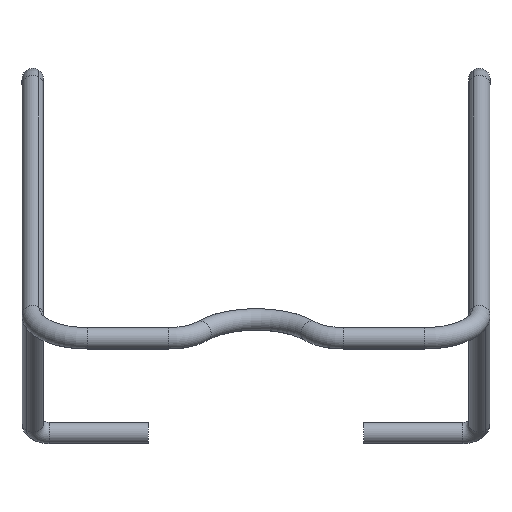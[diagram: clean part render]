
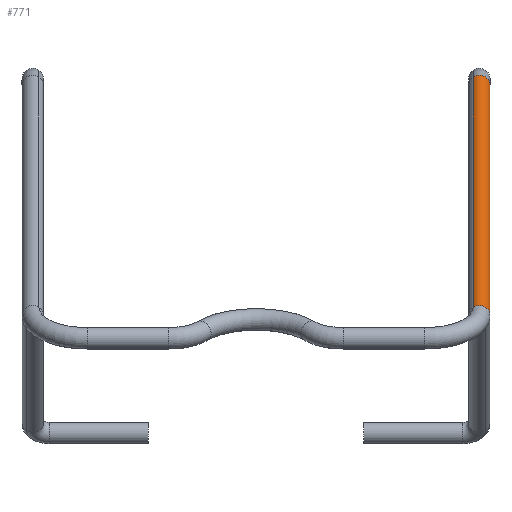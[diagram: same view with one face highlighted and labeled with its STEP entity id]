
A CAD part, top view. The second image highlights one B-rep face of the part: STEP entity #771.
In plain terms, the highlighted cylindrical face has radius 0.325 mm (diameter 0.65 mm), a partial arc.
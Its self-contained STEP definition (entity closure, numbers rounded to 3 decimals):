
#198=AXIS2_PLACEMENT_3D('Cylinder Axis2P3D',#195,#196,#197) ;
#743=AXIS2_PLACEMENT_3D('Circle Axis2P3D',#741,#742,$) ;
#762=AXIS2_PLACEMENT_3D('Circle Axis2P3D',#760,#761,$) ;
#166=CARTESIAN_POINT('Vertex',(14.011,10.574,16.937)) ;
#173=CARTESIAN_POINT('Vertex',(13.639,11.056,17.162)) ;
#195=CARTESIAN_POINT('Axis2P3D Location',(13.825,7.32,24.545)) ;
#204=CARTESIAN_POINT('Vertex',(14.011,3.584,31.927)) ;
#206=CARTESIAN_POINT('Vertex',(13.639,4.066,32.153)) ;
#209=CARTESIAN_POINT('Line Origine',(13.639,7.561,24.657)) ;
#214=CARTESIAN_POINT('Line Origine',(14.011,7.079,24.432)) ;
#741=CARTESIAN_POINT('Axis2P3D Location',(13.825,10.815,17.05)) ;
#760=CARTESIAN_POINT('Axis2P3D Location',(13.825,3.825,32.04)) ;
#196=DIRECTION('Axis2P3D Direction',(0.,0.423,-0.906)) ;
#197=DIRECTION('Axis2P3D XDirection',(0.574,-0.742,-0.346)) ;
#210=DIRECTION('Vector Direction',(0.,0.423,-0.906)) ;
#215=DIRECTION('Vector Direction',(0.,0.423,-0.906)) ;
#742=DIRECTION('Axis2P3D Direction',(0.,-0.423,0.906)) ;
#761=DIRECTION('Axis2P3D Direction',(0.,0.423,-0.906)) ;
#211=VECTOR('Line Direction',#210,1.) ;
#216=VECTOR('Line Direction',#215,1.) ;
#766=ORIENTED_EDGE('',*,*,#764,.T.) ;
#767=ORIENTED_EDGE('',*,*,#218,.F.) ;
#768=ORIENTED_EDGE('',*,*,#745,.F.) ;
#769=ORIENTED_EDGE('',*,*,#213,.T.) ;
#771=ADVANCED_FACE('Koerper.2',(#770),#199,.T.) ;
#744=CIRCLE('generated circle',#743,0.325) ;
#763=CIRCLE('generated circle',#762,0.325) ;
#199=CYLINDRICAL_SURFACE('generated cylinder',#198,0.325) ;
#213=EDGE_CURVE('',#174,#207,#212,.F.) ;
#218=EDGE_CURVE('',#167,#205,#217,.F.) ;
#745=EDGE_CURVE('',#174,#167,#744,.F.) ;
#764=EDGE_CURVE('',#207,#205,#763,.T.) ;
#765=EDGE_LOOP('',(#766,#767,#768,#769)) ;
#770=FACE_OUTER_BOUND('',#765,.T.) ;
#212=LINE('Line',#209,#211) ;
#217=LINE('Line',#214,#216) ;
#167=VERTEX_POINT('',#166) ;
#174=VERTEX_POINT('',#173) ;
#205=VERTEX_POINT('',#204) ;
#207=VERTEX_POINT('',#206) ;
